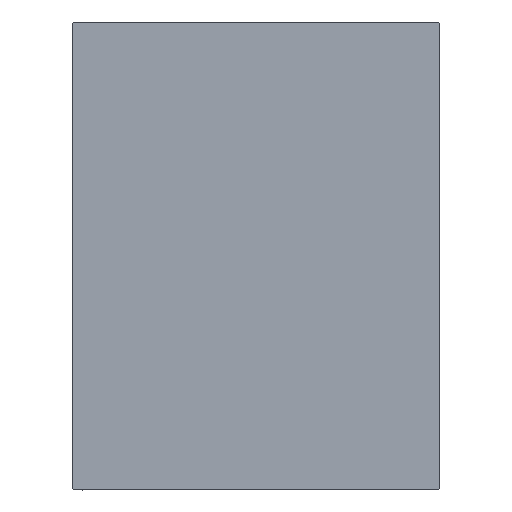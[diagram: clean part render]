
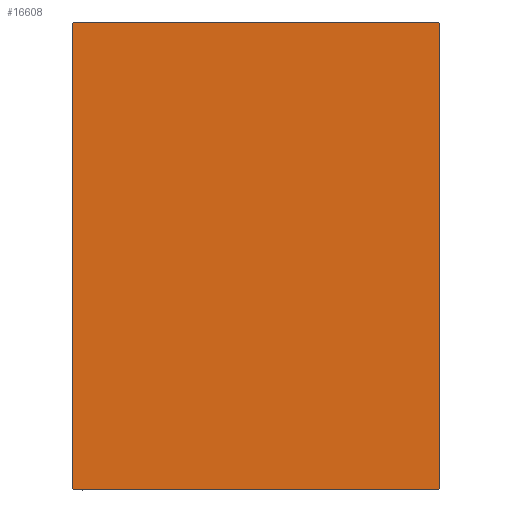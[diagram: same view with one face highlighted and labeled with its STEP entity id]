
A CAD part, left-side view. The second image highlights one B-rep face of the part: STEP entity #16608.
In plain terms, the highlighted face is planar.
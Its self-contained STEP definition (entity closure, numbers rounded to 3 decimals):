
#24 = VECTOR ( 'NONE', #12151, 1000. ) ;
#268 = VERTEX_POINT ( 'NONE', #36648 ) ;
#3876 = LINE ( 'NONE', #38339, #19140 ) ;
#4425 = CARTESIAN_POINT ( 'NONE',  ( 213., 55., -70. ) ) ;
#4994 = CARTESIAN_POINT ( 'NONE',  ( 213., -54.7, 70. ) ) ;
#6074 = EDGE_CURVE ( 'NONE', #34892, #37751, #21977, .T. ) ;
#6104 = DIRECTION ( 'NONE',  ( 0., -0.707, -0.707 ) ) ;
#6371 = LINE ( 'NONE', #27307, #12929 ) ;
#6563 = VERTEX_POINT ( 'NONE', #34044 ) ;
#7095 = ORIENTED_EDGE ( 'NONE', *, *, #30089, .T. ) ;
#9143 = DIRECTION ( 'NONE',  ( 1., 0., 0. ) ) ;
#9272 = LINE ( 'NONE', #26170, #10736 ) ;
#10328 = EDGE_CURVE ( 'NONE', #38690, #34768, #3876, .T. ) ;
#10490 = ORIENTED_EDGE ( 'NONE', *, *, #10328, .T. ) ;
#10497 = EDGE_CURVE ( 'NONE', #25550, #6563, #30206, .T. ) ;
#10543 = AXIS2_PLACEMENT_3D ( 'NONE', #43593, #9143, #13177 ) ;
#10718 = CARTESIAN_POINT ( 'NONE',  ( 213., 62.35, -62.35 ) ) ;
#10736 = VECTOR ( 'NONE', #23002, 1000. ) ;
#12151 = DIRECTION ( 'NONE',  ( 0., -0.707, 0.707 ) ) ;
#12929 = VECTOR ( 'NONE', #20323, 1000. ) ;
#13177 = DIRECTION ( 'NONE',  ( 0., 0., -1. ) ) ;
#14264 = CARTESIAN_POINT ( 'NONE',  ( 213., 55., 69.7 ) ) ;
#16608 = ADVANCED_FACE ( 'NONE', ( #44255 ), #37284, .T. ) ;
#17940 = LINE ( 'NONE', #4425, #19759 ) ;
#18395 = DIRECTION ( 'NONE',  ( 0., 0., 1. ) ) ;
#19140 = VECTOR ( 'NONE', #21218, 1000. ) ;
#19356 = ORIENTED_EDGE ( 'NONE', *, *, #43311, .T. ) ;
#19759 = VECTOR ( 'NONE', #18395, 1000. ) ;
#20323 = DIRECTION ( 'NONE',  ( 0., -1., 0. ) ) ;
#21218 = DIRECTION ( 'NONE',  ( 0., 0.707, -0.707 ) ) ;
#21400 = VERTEX_POINT ( 'NONE', #14264 ) ;
#21626 = ORIENTED_EDGE ( 'NONE', *, *, #42745, .T. ) ;
#21977 = LINE ( 'NONE', #10718, #26954 ) ;
#23002 = DIRECTION ( 'NONE',  ( 0., 0., -1. ) ) ;
#23851 = ORIENTED_EDGE ( 'NONE', *, *, #23914, .T. ) ;
#23914 = EDGE_CURVE ( 'NONE', #6563, #38690, #9272, .T. ) ;
#24853 = CARTESIAN_POINT ( 'NONE',  ( 213., -54.7, -70. ) ) ;
#25069 = CARTESIAN_POINT ( 'NONE',  ( 213., -55., -69.7 ) ) ;
#25217 = ORIENTED_EDGE ( 'NONE', *, *, #25305, .T. ) ;
#25305 = EDGE_CURVE ( 'NONE', #268, #25550, #6371, .T. ) ;
#25550 = VERTEX_POINT ( 'NONE', #4994 ) ;
#26170 = CARTESIAN_POINT ( 'NONE',  ( 213., -55., 70. ) ) ;
#26954 = VECTOR ( 'NONE', #31451, 1000. ) ;
#27251 = CARTESIAN_POINT ( 'NONE',  ( 213., -55., -70. ) ) ;
#27307 = CARTESIAN_POINT ( 'NONE',  ( 213., 55., 70. ) ) ;
#28495 = VECTOR ( 'NONE', #6104, 1000. ) ;
#30089 = EDGE_CURVE ( 'NONE', #21400, #268, #38969, .T. ) ;
#30206 = LINE ( 'NONE', #43726, #28495 ) ;
#30549 = ORIENTED_EDGE ( 'NONE', *, *, #10497, .T. ) ;
#31304 = VECTOR ( 'NONE', #41431, 1000. ) ;
#31451 = DIRECTION ( 'NONE',  ( 0., 0.707, 0.707 ) ) ;
#34044 = CARTESIAN_POINT ( 'NONE',  ( 213., -55., 69.7 ) ) ;
#34052 = CARTESIAN_POINT ( 'NONE',  ( 213., 54.7, -70. ) ) ;
#34768 = VERTEX_POINT ( 'NONE', #24853 ) ;
#34892 = VERTEX_POINT ( 'NONE', #34052 ) ;
#35817 = CARTESIAN_POINT ( 'NONE',  ( 213., 62.35, 62.35 ) ) ;
#36648 = CARTESIAN_POINT ( 'NONE',  ( 213., 54.7, 70. ) ) ;
#37284 = PLANE ( 'NONE',  #10543 ) ;
#37751 = VERTEX_POINT ( 'NONE', #39257 ) ;
#37836 = LINE ( 'NONE', #27251, #31304 ) ;
#38319 = ORIENTED_EDGE ( 'NONE', *, *, #6074, .T. ) ;
#38339 = CARTESIAN_POINT ( 'NONE',  ( 213., -62.35, -62.35 ) ) ;
#38690 = VERTEX_POINT ( 'NONE', #25069 ) ;
#38969 = LINE ( 'NONE', #35817, #24 ) ;
#39257 = CARTESIAN_POINT ( 'NONE',  ( 213., 55., -69.7 ) ) ;
#41403 = EDGE_LOOP ( 'NONE', ( #19356, #38319, #21626, #7095, #25217, #30549, #23851, #10490 ) ) ;
#41431 = DIRECTION ( 'NONE',  ( 0., 1., 0. ) ) ;
#42745 = EDGE_CURVE ( 'NONE', #37751, #21400, #17940, .T. ) ;
#43311 = EDGE_CURVE ( 'NONE', #34768, #34892, #37836, .T. ) ;
#43593 = CARTESIAN_POINT ( 'NONE',  ( 213., 0., 0. ) ) ;
#43726 = CARTESIAN_POINT ( 'NONE',  ( 213., -62.35, 62.35 ) ) ;
#44255 = FACE_OUTER_BOUND ( 'NONE', #41403, .T. ) ;
